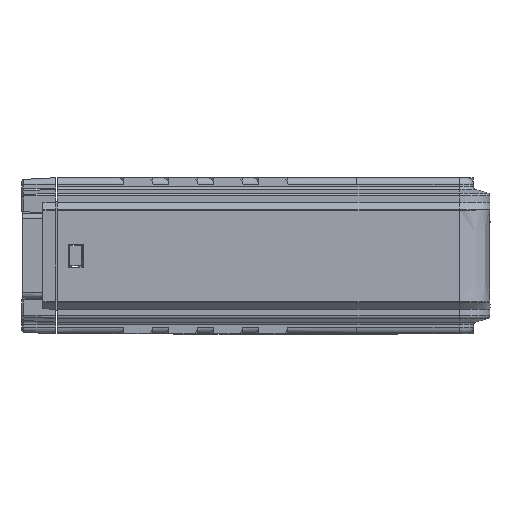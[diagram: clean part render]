
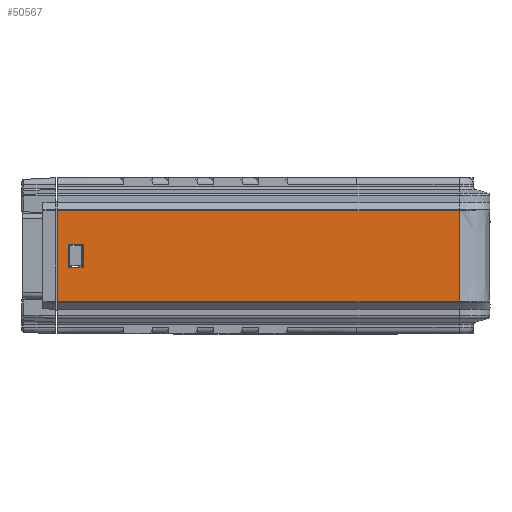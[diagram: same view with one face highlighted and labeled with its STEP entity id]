
A CAD part, left-side view. The second image highlights one B-rep face of the part: STEP entity #50567.
In plain terms, the highlighted planar face has unit normal (-1, 0, 0).
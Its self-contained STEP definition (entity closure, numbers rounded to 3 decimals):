
#892 = CARTESIAN_POINT ( 'NONE',  ( -54.5, -69.5, 7.919 ) ) ;
#893 = CARTESIAN_POINT ( 'NONE',  ( -54.5, -4.46, -2. ) ) ;
#894 = CARTESIAN_POINT ( 'NONE',  ( -54.5, -4.46, 2. ) ) ;
#896 = CARTESIAN_POINT ( 'NONE',  ( -54.5, -1.96, 2. ) ) ;
#898 = CARTESIAN_POINT ( 'NONE',  ( -54.5, -1.96, -2. ) ) ;
#3702 = AXIS2_PLACEMENT_3D ( 'NONE', #37217, #37229, #37230 ) ;
#6852 = LINE ( 'NONE', #6853, #56475 ) ;
#6853 = CARTESIAN_POINT ( 'NONE',  ( -54.5, -1.96, -2. ) ) ;
#6854 = DIRECTION ( 'NONE',  ( 0., 0., 1. ) ) ;
#8358 = LINE ( 'NONE', #8359, #56646 ) ;
#8359 = CARTESIAN_POINT ( 'NONE',  ( -54.5, -69.5, 0. ) ) ;
#8360 = DIRECTION ( 'NONE',  ( 0., 0., -1. ) ) ;
#8370 = LINE ( 'NONE', #8371, #56648 ) ;
#8371 = CARTESIAN_POINT ( 'NONE',  ( -54.5, 0., 13.5 ) ) ;
#8372 = DIRECTION ( 'NONE',  ( 0., 0., 1. ) ) ;
#21661 = VERTEX_POINT ( 'NONE', #893 ) ;
#21668 = VERTEX_POINT ( 'NONE', #892 ) ;
#21671 = VERTEX_POINT ( 'NONE', #894 ) ;
#21677 = VERTEX_POINT ( 'NONE', #898 ) ;
#21678 = VERTEX_POINT ( 'NONE', #896 ) ;
#26598 = EDGE_LOOP ( 'NONE', ( #63094, #63126, #63109, #63092 ) ) ;
#26601 = EDGE_LOOP ( 'NONE', ( #63124, #63107, #63090, #63122 ) ) ;
#30661 = EDGE_CURVE ( 'NONE', #21677, #21678, #6852, .T. ) ;
#30944 = EDGE_CURVE ( 'NONE', #21668, #51917, #8358, .T. ) ;
#30949 = EDGE_CURVE ( 'NONE', #51910, #52023, #8370, .T. ) ;
#30952 = EDGE_CURVE ( 'NONE', #51910, #51917, #65610, .T. ) ;
#30955 = EDGE_CURVE ( 'NONE', #21668, #52023, #65975, .T. ) ;
#37217 = CARTESIAN_POINT ( 'NONE',  ( -54.5, -69.5, -8. ) ) ;
#37222 = FACE_BOUND ( 'NONE', #26601, .T. ) ;
#37226 = FACE_OUTER_BOUND ( 'NONE', #26598, .T. ) ;
#37227 = PLANE ( 'NONE',  #3702 ) ;
#37229 = DIRECTION ( 'NONE',  ( 1., 0., 0. ) ) ;
#37230 = DIRECTION ( 'NONE',  ( 0., 1., 0. ) ) ;
#39203 = CARTESIAN_POINT ( 'NONE',  ( -54.5, 0., -7.919 ) ) ;
#39204 = CARTESIAN_POINT ( 'NONE',  ( -54.5, -23.167, -7.919 ) ) ;
#39205 = CARTESIAN_POINT ( 'NONE',  ( -54.5, -46.333, -7.919 ) ) ;
#39206 = CARTESIAN_POINT ( 'NONE',  ( -54.5, -69.5, -7.919 ) ) ;
#39212 = CARTESIAN_POINT ( 'NONE',  ( -54.5, -69.5, 7.919 ) ) ;
#39213 = CARTESIAN_POINT ( 'NONE',  ( -54.5, -46.333, 7.919 ) ) ;
#39226 = CARTESIAN_POINT ( 'NONE',  ( -54.5, -23.167, 7.919 ) ) ;
#39227 = CARTESIAN_POINT ( 'NONE',  ( -54.5, 0., 7.919 ) ) ;
#42372 = LINE ( 'NONE', #42375, #56953 ) ;
#42375 = CARTESIAN_POINT ( 'NONE',  ( -54.5, -4.46, -2. ) ) ;
#42377 = DIRECTION ( 'NONE',  ( 0., 1., 0. ) ) ;
#42390 = LINE ( 'NONE', #42393, #56957 ) ;
#42393 = CARTESIAN_POINT ( 'NONE',  ( -54.5, -4.46, -2. ) ) ;
#42395 = DIRECTION ( 'NONE',  ( 0., 0., -1. ) ) ;
#42410 = LINE ( 'NONE', #42412, #56959 ) ;
#42412 = CARTESIAN_POINT ( 'NONE',  ( -54.5, -4.46, 2. ) ) ;
#42414 = DIRECTION ( 'NONE',  ( 0., -1., 0. ) ) ;
#42935 = CARTESIAN_POINT ( 'NONE',  ( -54.5, 0., -7.919 ) ) ;
#42941 = CARTESIAN_POINT ( 'NONE',  ( -54.5, -69.5, -7.919 ) ) ;
#43046 = CARTESIAN_POINT ( 'NONE',  ( -54.5, 0., 7.919 ) ) ;
#50567 = ADVANCED_FACE ( 'NONE', ( #37226, #37222 ), #37227, .F. ) ;
#50891 = EDGE_CURVE ( 'NONE', #21661, #21677, #42372, .T. ) ;
#50894 = EDGE_CURVE ( 'NONE', #21671, #21661, #42390, .T. ) ;
#50897 = EDGE_CURVE ( 'NONE', #21678, #21671, #42410, .T. ) ;
#51910 = VERTEX_POINT ( 'NONE', #42935 ) ;
#51917 = VERTEX_POINT ( 'NONE', #42941 ) ;
#52023 = VERTEX_POINT ( 'NONE', #43046 ) ;
#56475 = VECTOR ( 'NONE', #6854, 1000. ) ;
#56646 = VECTOR ( 'NONE', #8360, 1000. ) ;
#56648 = VECTOR ( 'NONE', #8372, 1000. ) ;
#56953 = VECTOR ( 'NONE', #42377, 1000. ) ;
#56957 = VECTOR ( 'NONE', #42395, 1000. ) ;
#56959 = VECTOR ( 'NONE', #42414, 1000. ) ;
#63090 = ORIENTED_EDGE ( 'NONE', *, *, #50891, .T. ) ;
#63092 = ORIENTED_EDGE ( 'NONE', *, *, #30955, .T. ) ;
#63094 = ORIENTED_EDGE ( 'NONE', *, *, #30949, .F. ) ;
#63107 = ORIENTED_EDGE ( 'NONE', *, *, #50894, .T. ) ;
#63109 = ORIENTED_EDGE ( 'NONE', *, *, #30944, .F. ) ;
#63122 = ORIENTED_EDGE ( 'NONE', *, *, #30661, .T. ) ;
#63124 = ORIENTED_EDGE ( 'NONE', *, *, #50897, .T. ) ;
#63126 = ORIENTED_EDGE ( 'NONE', *, *, #30952, .T. ) ;
#65610 = B_SPLINE_CURVE_WITH_KNOTS ( 'NONE', 3,
 ( #39203, #39204, #39205, #39206 ),
 .UNSPECIFIED., .F., .F.,
 ( 4, 4 ),
 ( 0.139, 0.209 ),
 .UNSPECIFIED. ) ;
#65975 = B_SPLINE_CURVE_WITH_KNOTS ( 'NONE', 3,
 ( #39212, #39213, #39226, #39227 ),
 .UNSPECIFIED., .F., .F.,
 ( 4, 4 ),
 ( 0., 0.07 ),
 .UNSPECIFIED. ) ;
